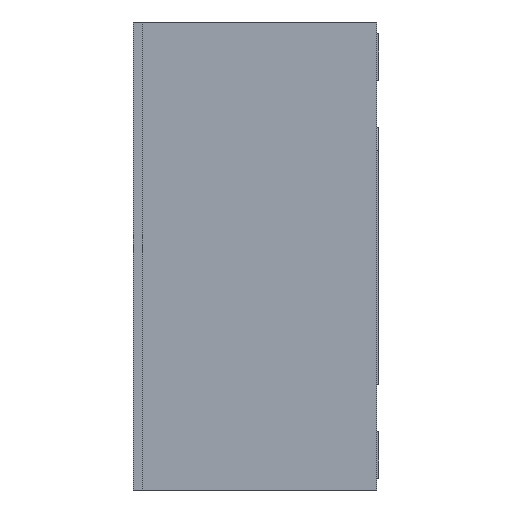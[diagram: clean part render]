
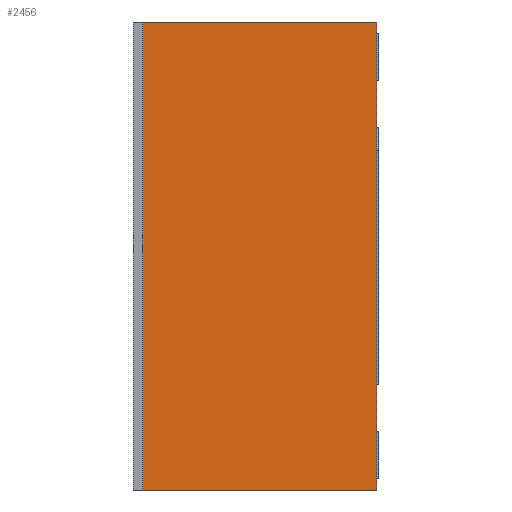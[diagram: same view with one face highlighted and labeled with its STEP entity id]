
A CAD part, left-side view. The second image highlights one B-rep face of the part: STEP entity #2456.
In plain terms, the highlighted planar face has unit normal (-1, 0, 0).
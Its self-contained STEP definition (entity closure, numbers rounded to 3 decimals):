
#191 = EDGE_CURVE ( 'NONE', #1978, #2568, #1667, .T. ) ;
#193 = DIRECTION ( 'NONE',  ( 0., 0., -1. ) ) ;
#266 = ORIENTED_EDGE ( 'NONE', *, *, #2187, .F. ) ;
#376 = EDGE_CURVE ( 'NONE', #1424, #1978, #808, .T. ) ;
#631 = CARTESIAN_POINT ( 'NONE',  ( -1.25, 1., -1. ) ) ;
#768 = AXIS2_PLACEMENT_3D ( 'NONE', #2096, #2111, #193 ) ;
#793 = ORIENTED_EDGE ( 'NONE', *, *, #191, .T. ) ;
#808 = LINE ( 'NONE', #631, #2459 ) ;
#967 = CARTESIAN_POINT ( 'NONE',  ( -1.25, 1., -1. ) ) ;
#980 = DIRECTION ( 'NONE',  ( 0., 0., 1. ) ) ;
#1161 = LINE ( 'NONE', #967, #2451 ) ;
#1201 = PLANE ( 'NONE',  #768 ) ;
#1256 = CARTESIAN_POINT ( 'NONE',  ( -1.25, 1., 1. ) ) ;
#1299 = CARTESIAN_POINT ( 'NONE',  ( -1.25, 0., 1. ) ) ;
#1424 = VERTEX_POINT ( 'NONE', #1920 ) ;
#1486 = CARTESIAN_POINT ( 'NONE',  ( -1.25, 0., -1. ) ) ;
#1536 = VERTEX_POINT ( 'NONE', #1256 ) ;
#1554 = LINE ( 'NONE', #1722, #2490 ) ;
#1610 = ORIENTED_EDGE ( 'NONE', *, *, #2541, .F. ) ;
#1667 = LINE ( 'NONE', #1486, #2414 ) ;
#1722 = CARTESIAN_POINT ( 'NONE',  ( -1.25, 1., 1. ) ) ;
#1883 = DIRECTION ( 'NONE',  ( 0., 0., 1. ) ) ;
#1920 = CARTESIAN_POINT ( 'NONE',  ( -1.25, 1., -1. ) ) ;
#1978 = VERTEX_POINT ( 'NONE', #2149 ) ;
#2096 = CARTESIAN_POINT ( 'NONE',  ( -1.25, 1., -1. ) ) ;
#2105 = ORIENTED_EDGE ( 'NONE', *, *, #376, .T. ) ;
#2111 = DIRECTION ( 'NONE',  ( 1., 0., 0. ) ) ;
#2115 = EDGE_LOOP ( 'NONE', ( #793, #1610, #266, #2105 ) ) ;
#2149 = CARTESIAN_POINT ( 'NONE',  ( -1.25, 0., -1. ) ) ;
#2187 = EDGE_CURVE ( 'NONE', #1424, #1536, #1161, .T. ) ;
#2250 = FACE_OUTER_BOUND ( 'NONE', #2115, .T. ) ;
#2396 = DIRECTION ( 'NONE',  ( 0., -1., 0. ) ) ;
#2414 = VECTOR ( 'NONE', #1883, 1000. ) ;
#2451 = VECTOR ( 'NONE', #980, 1000. ) ;
#2456 = ADVANCED_FACE ( 'NONE', ( #2250 ), #1201, .F. ) ;
#2459 = VECTOR ( 'NONE', #2503, 1000. ) ;
#2490 = VECTOR ( 'NONE', #2396, 1000. ) ;
#2503 = DIRECTION ( 'NONE',  ( 0., -1., 0. ) ) ;
#2541 = EDGE_CURVE ( 'NONE', #1536, #2568, #1554, .T. ) ;
#2568 = VERTEX_POINT ( 'NONE', #1299 ) ;
